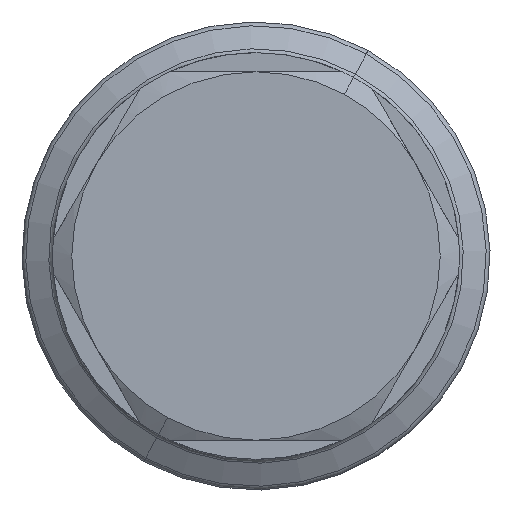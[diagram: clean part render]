
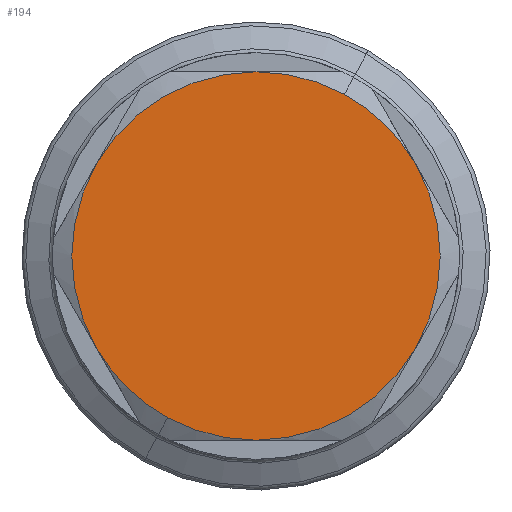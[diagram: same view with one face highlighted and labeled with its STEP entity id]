
A CAD part, front view. The second image highlights one B-rep face of the part: STEP entity #194.
In plain terms, the highlighted planar face has unit normal (0, -1, 0).
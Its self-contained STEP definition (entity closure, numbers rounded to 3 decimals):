
#123=CARTESIAN_POINT('Axis2P3D Location',(0.,-45.,23.381)) ;
#128=CARTESIAN_POINT('Axis2P3D Location',(0.,-45.,0.)) ;
#132=CARTESIAN_POINT('Vertex',(0.,-45.,24.)) ;
#134=CARTESIAN_POINT('Vertex',(11.506,-45.,21.062)) ;
#137=CARTESIAN_POINT('Axis2P3D Location',(0.,-45.,0.)) ;
#141=CARTESIAN_POINT('Vertex',(-20.785,-45.,12.)) ;
#144=CARTESIAN_POINT('Axis2P3D Location',(0.,-45.,0.)) ;
#148=CARTESIAN_POINT('Vertex',(-20.785,-45.,-12.)) ;
#151=CARTESIAN_POINT('Axis2P3D Location',(0.,-45.,0.)) ;
#155=CARTESIAN_POINT('Vertex',(-11.506,-45.,-21.062)) ;
#158=CARTESIAN_POINT('Axis2P3D Location',(0.,-45.,0.)) ;
#162=CARTESIAN_POINT('Vertex',(0.,-45.,-24.)) ;
#165=CARTESIAN_POINT('Axis2P3D Location',(0.,-45.,0.)) ;
#169=CARTESIAN_POINT('Vertex',(20.785,-45.,-12.)) ;
#172=CARTESIAN_POINT('Axis2P3D Location',(0.,-45.,0.)) ;
#176=CARTESIAN_POINT('Vertex',(20.785,-45.,12.)) ;
#179=CARTESIAN_POINT('Axis2P3D Location',(0.,-45.,0.)) ;
#124=DIRECTION('Axis2P3D Direction',(0.,1.,0.)) ;
#125=DIRECTION('Axis2P3D XDirection',(1.,-0.,0.)) ;
#129=DIRECTION('Axis2P3D Direction',(0.,1.,0.)) ;
#138=DIRECTION('Axis2P3D Direction',(0.,1.,0.)) ;
#145=DIRECTION('Axis2P3D Direction',(0.,1.,0.)) ;
#152=DIRECTION('Axis2P3D Direction',(0.,1.,0.)) ;
#159=DIRECTION('Axis2P3D Direction',(0.,1.,0.)) ;
#166=DIRECTION('Axis2P3D Direction',(0.,1.,0.)) ;
#173=DIRECTION('Axis2P3D Direction',(0.,1.,0.)) ;
#180=DIRECTION('Axis2P3D Direction',(0.,1.,0.)) ;
#126=AXIS2_PLACEMENT_3D('Plane Axis2P3D',#123,#124,#125) ;
#130=AXIS2_PLACEMENT_3D('Circle Axis2P3D',#128,#129,$) ;
#139=AXIS2_PLACEMENT_3D('Circle Axis2P3D',#137,#138,$) ;
#146=AXIS2_PLACEMENT_3D('Circle Axis2P3D',#144,#145,$) ;
#153=AXIS2_PLACEMENT_3D('Circle Axis2P3D',#151,#152,$) ;
#160=AXIS2_PLACEMENT_3D('Circle Axis2P3D',#158,#159,$) ;
#167=AXIS2_PLACEMENT_3D('Circle Axis2P3D',#165,#166,$) ;
#174=AXIS2_PLACEMENT_3D('Circle Axis2P3D',#172,#173,$) ;
#181=AXIS2_PLACEMENT_3D('Circle Axis2P3D',#179,#180,$) ;
#185=ORIENTED_EDGE('',*,*,#136,.F.) ;
#186=ORIENTED_EDGE('',*,*,#143,.F.) ;
#187=ORIENTED_EDGE('',*,*,#150,.F.) ;
#188=ORIENTED_EDGE('',*,*,#157,.F.) ;
#189=ORIENTED_EDGE('',*,*,#164,.F.) ;
#190=ORIENTED_EDGE('',*,*,#171,.F.) ;
#191=ORIENTED_EDGE('',*,*,#178,.F.) ;
#192=ORIENTED_EDGE('',*,*,#183,.F.) ;
#194=ADVANCED_FACE('PartBody',(#193),#127,.F.) ;
#131=CIRCLE('generated circle',#130,24.) ;
#140=CIRCLE('generated circle',#139,24.) ;
#147=CIRCLE('generated circle',#146,24.) ;
#154=CIRCLE('generated circle',#153,24.) ;
#161=CIRCLE('generated circle',#160,24.) ;
#168=CIRCLE('generated circle',#167,24.) ;
#175=CIRCLE('generated circle',#174,24.) ;
#182=CIRCLE('generated circle',#181,24.) ;
#136=EDGE_CURVE('',#133,#135,#131,.T.) ;
#143=EDGE_CURVE('',#142,#133,#140,.T.) ;
#150=EDGE_CURVE('',#149,#142,#147,.T.) ;
#157=EDGE_CURVE('',#156,#149,#154,.T.) ;
#164=EDGE_CURVE('',#163,#156,#161,.T.) ;
#171=EDGE_CURVE('',#170,#163,#168,.T.) ;
#178=EDGE_CURVE('',#177,#170,#175,.T.) ;
#183=EDGE_CURVE('',#135,#177,#182,.T.) ;
#184=EDGE_LOOP('',(#185,#186,#187,#188,#189,#190,#191,#192)) ;
#193=FACE_OUTER_BOUND('',#184,.T.) ;
#127=PLANE('',#126) ;
#133=VERTEX_POINT('',#132) ;
#135=VERTEX_POINT('',#134) ;
#142=VERTEX_POINT('',#141) ;
#149=VERTEX_POINT('',#148) ;
#156=VERTEX_POINT('',#155) ;
#163=VERTEX_POINT('',#162) ;
#170=VERTEX_POINT('',#169) ;
#177=VERTEX_POINT('',#176) ;
